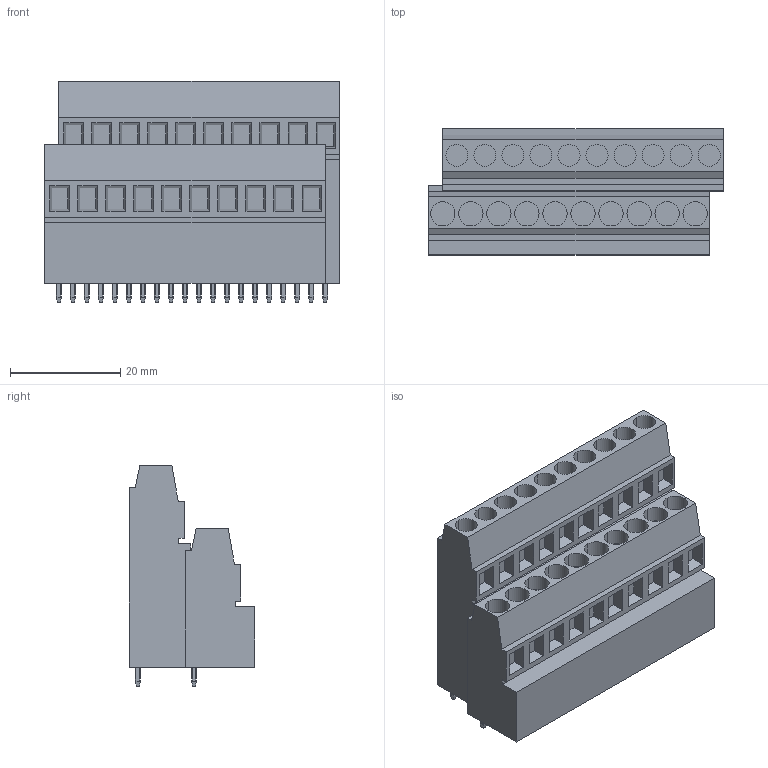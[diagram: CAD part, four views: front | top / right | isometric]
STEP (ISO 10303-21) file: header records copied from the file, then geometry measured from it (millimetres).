
FILE_DESCRIPTION(('CATIA V5 STEP Exchange','CAx-IF Rec.Pracs.--- Model Styling and Organization---1.2---2011-12-15'),'2;1');
FILE_NAME ('D1455730_0_1769320000_1769320000.stp','2018-09-07T15:04:55+00:00',('none'),('Weidmueller'),'CATIA Version 5-6 Release 2014','CATIA V5 STEP AP214','none');
FILE_SCHEMA(('AUTOMOTIVE_DESIGN { 1 0 10303 214 1 1 1 1 }'));
Length unit declared in the file: millimetre
Products named in the file (1): 1769320000
Bounding box: 53.34 x 22.8 x 40.1 mm (x, y, z)
Volume: 30018.1 mm3; surface area: 9352.7 mm2
Topology: 21 solids, 21 shells, 467 faces, 1155 edges, 770 vertices
Faces by surface type: plane 427, cylinder 40
Entity records: 12913 total; most frequent: CARTESIAN_POINT 2460, ORIENTED_EDGE 2310, DIRECTION 1743, EDGE_CURVE 1155, VECTOR 915, LINE 915, VERTEX_POINT 770, EDGE_LOOP 507
